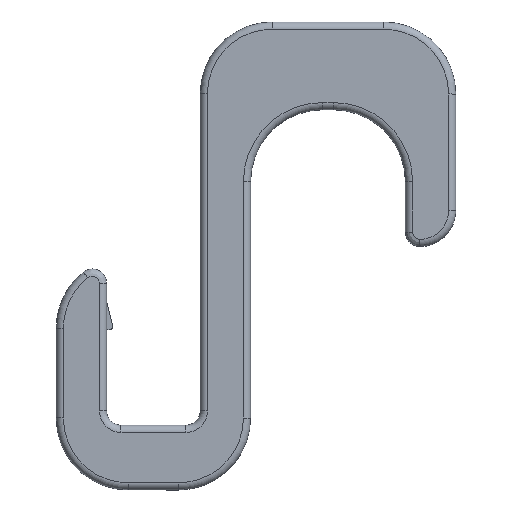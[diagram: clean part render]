
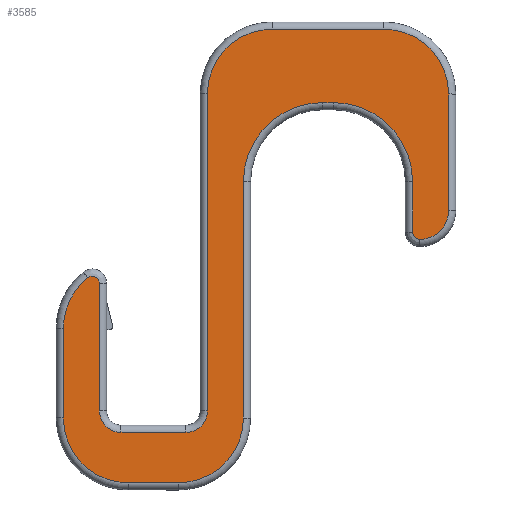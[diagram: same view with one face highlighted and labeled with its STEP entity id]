
A CAD part, front view. The second image highlights one B-rep face of the part: STEP entity #3585.
In plain terms, the highlighted planar face has unit normal (0, -1, 0).
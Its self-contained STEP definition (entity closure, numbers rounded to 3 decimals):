
#42=CIRCLE('',#3736,1.);
#48=CIRCLE('',#3744,3.);
#52=CIRCLE('',#3750,3.);
#56=CIRCLE('',#3756,9.);
#60=CIRCLE('',#3762,9.);
#64=CIRCLE('',#3768,4.);
#67=CIRCLE('',#3771,1.);
#71=CIRCLE('',#3777,11.);
#75=CIRCLE('',#3783,11.);
#79=CIRCLE('',#3789,9.);
#83=CIRCLE('',#3795,9.);
#86=CIRCLE('',#3800,9.);
#166=PLANE('',#3818);
#314=LINE('',#11094,#530);
#316=LINE('',#11106,#532);
#318=LINE('',#11118,#534);
#320=LINE('',#11130,#536);
#322=LINE('',#11142,#538);
#324=LINE('',#11168,#540);
#326=LINE('',#11180,#542);
#328=LINE('',#11192,#544);
#330=LINE('',#11204,#546);
#332=LINE('',#11216,#548);
#530=VECTOR('',#4157,10.);
#532=VECTOR('',#4171,10.);
#534=VECTOR('',#4185,10.);
#536=VECTOR('',#4199,10.);
#538=VECTOR('',#4213,10.);
#540=VECTOR('',#4233,10.);
#542=VECTOR('',#4247,10.);
#544=VECTOR('',#4261,10.);
#546=VECTOR('',#4275,10.);
#548=VECTOR('',#4289,10.);
#843=FACE_OUTER_BOUND('',#1074,.T.);
#1074=EDGE_LOOP('',(#2926,#2927,#2928,#2929,#2930,#2931,#2932,#2933,#2934,
#2935,#2936,#2937,#2938,#2939,#2940,#2941,#2942,#2943,#2944,#2945,#2946,
#2947));
#1575=VERTEX_POINT('',#11082);
#1576=VERTEX_POINT('',#11084);
#1578=VERTEX_POINT('',#11090);
#1580=VERTEX_POINT('',#11096);
#1582=VERTEX_POINT('',#11102);
#1584=VERTEX_POINT('',#11108);
#1586=VERTEX_POINT('',#11114);
#1588=VERTEX_POINT('',#11120);
#1590=VERTEX_POINT('',#11126);
#1592=VERTEX_POINT('',#11132);
#1594=VERTEX_POINT('',#11138);
#1596=VERTEX_POINT('',#11144);
#1598=VERTEX_POINT('',#11158);
#1600=VERTEX_POINT('',#11164);
#1602=VERTEX_POINT('',#11170);
#1604=VERTEX_POINT('',#11176);
#1606=VERTEX_POINT('',#11182);
#1608=VERTEX_POINT('',#11188);
#1610=VERTEX_POINT('',#11194);
#1612=VERTEX_POINT('',#11200);
#1614=VERTEX_POINT('',#11206);
#1616=VERTEX_POINT('',#11212);
#2017=EDGE_CURVE('',#1575,#1576,#42,.T.);
#2022=EDGE_CURVE('',#1576,#1578,#314,.T.);
#2025=EDGE_CURVE('',#1578,#1580,#48,.T.);
#2028=EDGE_CURVE('',#1580,#1582,#316,.T.);
#2031=EDGE_CURVE('',#1582,#1584,#52,.T.);
#2034=EDGE_CURVE('',#1584,#1586,#318,.T.);
#2037=EDGE_CURVE('',#1586,#1588,#56,.T.);
#2040=EDGE_CURVE('',#1588,#1590,#320,.T.);
#2043=EDGE_CURVE('',#1590,#1592,#60,.T.);
#2046=EDGE_CURVE('',#1592,#1594,#322,.T.);
#2049=EDGE_CURVE('',#1594,#1596,#64,.T.);
#2052=EDGE_CURVE('',#1596,#1598,#67,.T.);
#2055=EDGE_CURVE('',#1598,#1600,#324,.T.);
#2058=EDGE_CURVE('',#1600,#1602,#71,.T.);
#2061=EDGE_CURVE('',#1602,#1604,#326,.T.);
#2064=EDGE_CURVE('',#1604,#1606,#75,.T.);
#2067=EDGE_CURVE('',#1606,#1608,#328,.T.);
#2070=EDGE_CURVE('',#1608,#1610,#79,.T.);
#2073=EDGE_CURVE('',#1610,#1612,#330,.T.);
#2076=EDGE_CURVE('',#1612,#1614,#83,.T.);
#2079=EDGE_CURVE('',#1614,#1616,#332,.T.);
#2081=EDGE_CURVE('',#1616,#1575,#86,.T.);
#2926=ORIENTED_EDGE('',*,*,#2017,.F.);
#2927=ORIENTED_EDGE('',*,*,#2081,.F.);
#2928=ORIENTED_EDGE('',*,*,#2079,.F.);
#2929=ORIENTED_EDGE('',*,*,#2076,.F.);
#2930=ORIENTED_EDGE('',*,*,#2073,.F.);
#2931=ORIENTED_EDGE('',*,*,#2070,.F.);
#2932=ORIENTED_EDGE('',*,*,#2067,.F.);
#2933=ORIENTED_EDGE('',*,*,#2064,.F.);
#2934=ORIENTED_EDGE('',*,*,#2061,.F.);
#2935=ORIENTED_EDGE('',*,*,#2058,.F.);
#2936=ORIENTED_EDGE('',*,*,#2055,.F.);
#2937=ORIENTED_EDGE('',*,*,#2052,.F.);
#2938=ORIENTED_EDGE('',*,*,#2049,.F.);
#2939=ORIENTED_EDGE('',*,*,#2046,.F.);
#2940=ORIENTED_EDGE('',*,*,#2043,.F.);
#2941=ORIENTED_EDGE('',*,*,#2040,.F.);
#2942=ORIENTED_EDGE('',*,*,#2037,.F.);
#2943=ORIENTED_EDGE('',*,*,#2034,.F.);
#2944=ORIENTED_EDGE('',*,*,#2031,.F.);
#2945=ORIENTED_EDGE('',*,*,#2028,.F.);
#2946=ORIENTED_EDGE('',*,*,#2025,.F.);
#2947=ORIENTED_EDGE('',*,*,#2022,.F.);
#3585=ADVANCED_FACE('',(#843),#166,.F.);
#3736=AXIS2_PLACEMENT_3D('',#11085,#4146,#4147);
#3744=AXIS2_PLACEMENT_3D('',#11100,#4164,#4165);
#3750=AXIS2_PLACEMENT_3D('',#11112,#4178,#4179);
#3756=AXIS2_PLACEMENT_3D('',#11124,#4192,#4193);
#3762=AXIS2_PLACEMENT_3D('',#11136,#4206,#4207);
#3768=AXIS2_PLACEMENT_3D('',#11148,#4220,#4221);
#3771=AXIS2_PLACEMENT_3D('',#11162,#4226,#4227);
#3777=AXIS2_PLACEMENT_3D('',#11174,#4240,#4241);
#3783=AXIS2_PLACEMENT_3D('',#11186,#4254,#4255);
#3789=AXIS2_PLACEMENT_3D('',#11198,#4268,#4269);
#3795=AXIS2_PLACEMENT_3D('',#11210,#4282,#4283);
#3800=AXIS2_PLACEMENT_3D('',#11219,#4294,#4295);
#3818=AXIS2_PLACEMENT_3D('',#11266,#4347,#4348);
#4146=DIRECTION('center_axis',(0.,1.,0.));
#4147=DIRECTION('ref_axis',(0.433,0.,0.901));
#4157=DIRECTION('',(0.,0.,-1.));
#4164=DIRECTION('center_axis',(0.,-1.,0.));
#4165=DIRECTION('ref_axis',(-0.707,0.,-0.707));
#4171=DIRECTION('',(1.,0.,0.));
#4178=DIRECTION('center_axis',(0.,-1.,0.));
#4179=DIRECTION('ref_axis',(0.707,0.,-0.707));
#4185=DIRECTION('',(0.,0.,1.));
#4192=DIRECTION('center_axis',(0.,1.,0.));
#4193=DIRECTION('ref_axis',(-0.707,0.,0.707));
#4199=DIRECTION('',(1.,0.,0.));
#4206=DIRECTION('center_axis',(0.,1.,0.));
#4207=DIRECTION('ref_axis',(0.707,0.,0.707));
#4213=DIRECTION('',(0.,0.,-1.));
#4220=DIRECTION('center_axis',(0.,1.,0.));
#4221=DIRECTION('ref_axis',(0.707,0.,-0.707));
#4226=DIRECTION('center_axis',(0.,1.,0.));
#4227=DIRECTION('ref_axis',(-0.707,0.,-0.707));
#4233=DIRECTION('',(0.,0.,1.));
#4240=DIRECTION('center_axis',(0.,-1.,0.));
#4241=DIRECTION('ref_axis',(0.707,0.,0.707));
#4247=DIRECTION('',(-1.,0.,0.));
#4254=DIRECTION('center_axis',(0.,-1.,0.));
#4255=DIRECTION('ref_axis',(-0.707,0.,0.707));
#4261=DIRECTION('',(0.,0.,-1.));
#4268=DIRECTION('center_axis',(0.,1.,0.));
#4269=DIRECTION('ref_axis',(0.707,0.,-0.707));
#4275=DIRECTION('',(-1.,0.,0.));
#4282=DIRECTION('center_axis',(0.,1.,0.));
#4283=DIRECTION('ref_axis',(-0.707,0.,-0.707));
#4289=DIRECTION('',(0.,0.,1.));
#4294=DIRECTION('center_axis',(0.,1.,0.));
#4295=DIRECTION('ref_axis',(-0.901,0.,0.433));
#4347=DIRECTION('center_axis',(0.,1.,0.));
#4348=DIRECTION('ref_axis',(1.,0.,0.));
#11082=CARTESIAN_POINT('',(-13.476,0.,27.677));
#11084=CARTESIAN_POINT('',(-11.851,0.,26.896));
#11085=CARTESIAN_POINT('Origin',(-12.851,0.,26.896));
#11090=CARTESIAN_POINT('',(-11.851,0.,9.19));
#11094=CARTESIAN_POINT('',(-11.851,0.,30.44));
#11096=CARTESIAN_POINT('',(-8.851,0.,6.19));
#11100=CARTESIAN_POINT('Origin',(-8.851,0.,9.19));
#11102=CARTESIAN_POINT('',(0.149,0.,6.19));
#11106=CARTESIAN_POINT('',(-0.476,0.,6.19));
#11108=CARTESIAN_POINT('',(3.149,0.,9.19));
#11112=CARTESIAN_POINT('Origin',(0.149,0.,9.19));
#11114=CARTESIAN_POINT('',(3.149,0.,53.19));
#11118=CARTESIAN_POINT('',(3.149,0.,18.94));
#11120=CARTESIAN_POINT('',(12.149,0.,62.19));
#11124=CARTESIAN_POINT('Origin',(12.149,0.,53.19));
#11126=CARTESIAN_POINT('',(27.649,0.,62.19));
#11130=CARTESIAN_POINT('',(6.024,0.,62.19));
#11132=CARTESIAN_POINT('',(36.649,0.,53.19));
#11136=CARTESIAN_POINT('Origin',(27.649,0.,53.19));
#11138=CARTESIAN_POINT('',(36.649,0.,37.));
#11142=CARTESIAN_POINT('',(36.649,0.,46.94));
#11144=CARTESIAN_POINT('',(32.649,0.,33.));
#11148=CARTESIAN_POINT('Origin',(32.649,0.,37.));
#11158=CARTESIAN_POINT('',(31.649,0.,34.));
#11162=CARTESIAN_POINT('Origin',(32.649,0.,34.));
#11164=CARTESIAN_POINT('',(31.649,0.,41.));
#11168=CARTESIAN_POINT('',(31.649,0.,31.345));
#11170=CARTESIAN_POINT('',(20.649,0.,52.));
#11174=CARTESIAN_POINT('Origin',(20.649,0.,41.));
#11176=CARTESIAN_POINT('',(19.149,0.,52.));
#11180=CARTESIAN_POINT('',(20.274,0.,52.));
#11182=CARTESIAN_POINT('',(8.149,0.,41.));
#11186=CARTESIAN_POINT('Origin',(19.149,0.,41.));
#11188=CARTESIAN_POINT('',(8.149,0.,8.19));
#11192=CARTESIAN_POINT('',(8.149,0.,40.845));
#11194=CARTESIAN_POINT('',(-0.851,0.,-0.81));
#11198=CARTESIAN_POINT('Origin',(-0.851,0.,8.19));
#11200=CARTESIAN_POINT('',(-7.851,0.,-0.81));
#11204=CARTESIAN_POINT('',(9.524,0.,-0.81));
#11206=CARTESIAN_POINT('',(-16.851,0.,8.19));
#11210=CARTESIAN_POINT('Origin',(-7.851,0.,8.19));
#11212=CARTESIAN_POINT('',(-16.851,0.,20.651));
#11216=CARTESIAN_POINT('',(-16.851,0.,14.44));
#11219=CARTESIAN_POINT('Origin',(-7.851,0.,20.651));
#11266=CARTESIAN_POINT('Origin',(9.899,0.,30.69));
